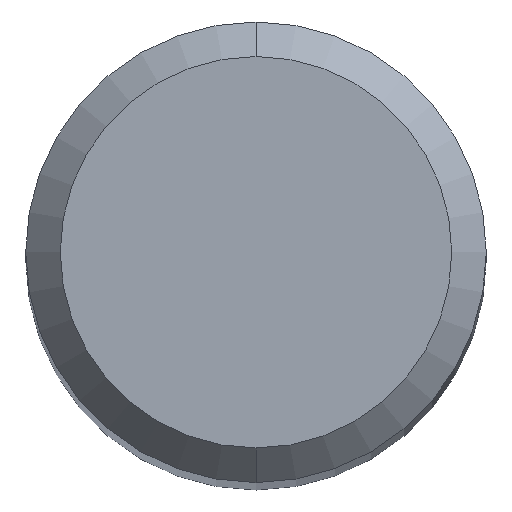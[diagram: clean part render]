
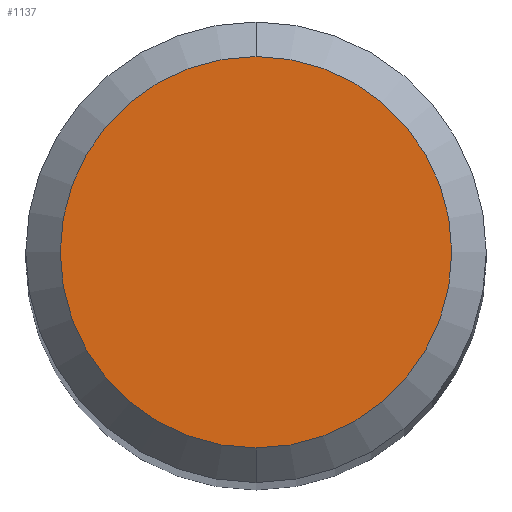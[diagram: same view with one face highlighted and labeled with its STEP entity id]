
A CAD part, top view. The second image highlights one B-rep face of the part: STEP entity #1137.
In plain terms, the highlighted planar face has unit normal (0, 0, 1).
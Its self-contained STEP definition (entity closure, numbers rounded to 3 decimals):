
#563=VERTEX_POINT('',#1424);
#771=EDGE_CURVE('',#1053,#563,#1648,.T.);
#971=EDGE_CURVE('',#563,#1053,#1867,.T.);
#1053=VERTEX_POINT('',#1957);
#1137=ADVANCED_FACE('',(#2046),#2047,.T.);
#1424=CARTESIAN_POINT('',(0.0,1.7,0.0));
#1648=CIRCLE('',#3872,1.7);
#1867=CIRCLE('',#4771,1.7);
#1957=CARTESIAN_POINT('',(0.,-1.7,0.0));
#2046=FACE_OUTER_BOUND('',#5349,.T.);
#2047=PLANE('',#5350);
#3872=AXIS2_PLACEMENT_3D('',#6560,#6561,#6562);
#4771=AXIS2_PLACEMENT_3D('',#6865,#6866,#6867);
#5349=EDGE_LOOP('',(#7034,#7035));
#5350=AXIS2_PLACEMENT_3D('',#7036,#7037,#7038);
#6560=CARTESIAN_POINT('',(0.0,0.0,0.0));
#6561=DIRECTION('',(0.0,0.0,-1.0));
#6562=DIRECTION('',(0.0,1.0,0.0));
#6865=CARTESIAN_POINT('',(0.0,0.0,0.0));
#6866=DIRECTION('',(0.0,0.0,-1.0));
#6867=DIRECTION('',(0.0,1.0,0.0));
#7034=ORIENTED_EDGE('',*,*,#971,.F.);
#7035=ORIENTED_EDGE('',*,*,#771,.F.);
#7036=CARTESIAN_POINT('',(0.0,0.85,0.0));
#7037=DIRECTION('',(-0.0,0.0,1.0));
#7038=DIRECTION('',(0.0,-1.0,0.0));
